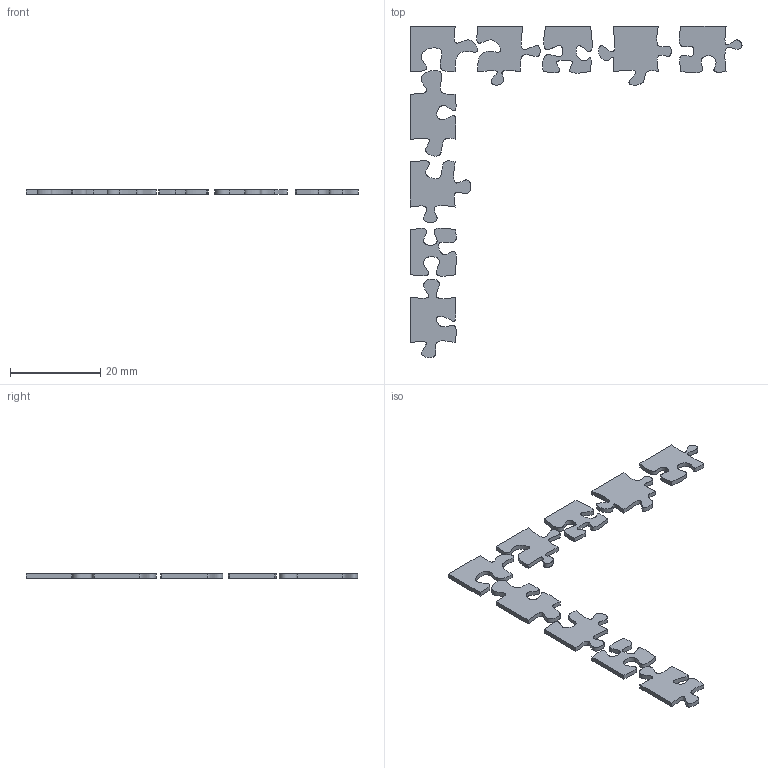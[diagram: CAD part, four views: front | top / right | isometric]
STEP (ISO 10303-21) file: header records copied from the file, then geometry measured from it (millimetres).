
FILE_DESCRIPTION(('HOOPS Exchange Step'),'2;1');
FILE_NAME('temp_export','2024-07-12T09:48:41+08:00',('sharma21'),('Shapr3D Limited'),'HOOPS Exchange 2024.2','Shapr3D','Authorized');
FILE_SCHEMA( ('AUTOMOTIVE_DESIGN { 1 0 10303 214 1 1 1 1 }') );
Length unit declared in the file: millimetre
Products named in the file (1): root
Bounding box: 73.53 x 73.34 x 1 mm (x, y, z)
Volume: 897.7 mm3; surface area: 2347.8 mm2
Topology: 9 solids, 9 shells, 54 faces, 108 edges, 72 vertices
Faces by surface type: plane 28, bspline 26
Entity records: 1816 total; most frequent: CARTESIAN_POINT 845, ORIENTED_EDGE 216, DIRECTION 114, EDGE_CURVE 108, VERTEX_POINT 72, VECTOR 56, LINE 56, EDGE_LOOP 54
